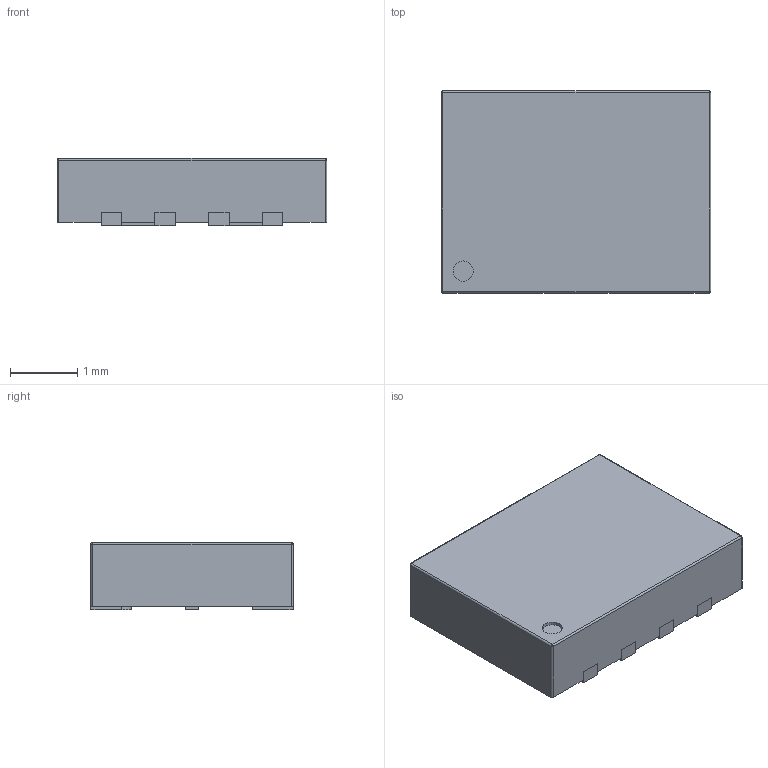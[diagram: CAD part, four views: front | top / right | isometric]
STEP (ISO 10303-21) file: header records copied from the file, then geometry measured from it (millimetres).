
FILE_DESCRIPTION(/* description */ ('STEP AP242','CAx-IF Rec.Pracs.---Representation and Presentation of Product Manufacturing Information (PMI)---4.0---2014-10-13','CAx-IF Rec.Pracs.---3D Tessellated Geometry---0.4---2014-09-14','2;1'),/* implementation_level */ '2;1');
FILE_NAME(/* name */ '62fd7fa674b78d3091c249e7',/* time_stamp */ '2022-08-17T23:54:14+00:00',/* author */ (''),/* organization */ (''),/* preprocessor_version */ 'ST-DEVELOPER v18.102',/* originating_system */ ' ',/* authorisation */ ' ');
FILE_SCHEMA (('AP242_MANAGED_MODEL_BASED_3D_ENGINEERING_MIM_LF { 1 0 10303 442 1 1 4 }'));
Length unit declared in the file: metre
Products named in the file (11): Pin5; Pin6; Pin7; Pin8; Pin4; Pin3; Pin2; Pin1; EP_1; EP_2; Body
Bounding box: 4 x 3 x 1 mm (x, y, z)
Volume: 11.5 mm3; surface area: 45.1 mm2
Topology: 11 solids, 11 shells, 122 faces, 283 edges, 182 vertices
Faces by surface type: plane 95, cylinder 23, sphere 4
Full cylindrical faces by diameter (mm): 0.3 x1
Entity records: 3676 total; most frequent: CARTESIAN_POINT 593, DIRECTION 590, ORIENTED_EDGE 556, EDGE_CURVE 278, LINE 232, VECTOR 232, VERTEX_POINT 182, AXIS2_PLACEMENT_3D 179
